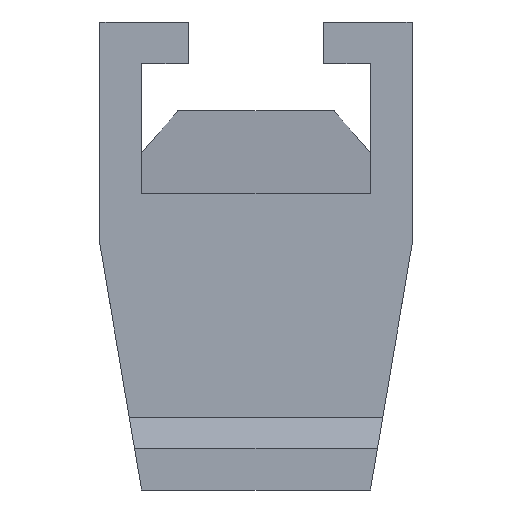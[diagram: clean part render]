
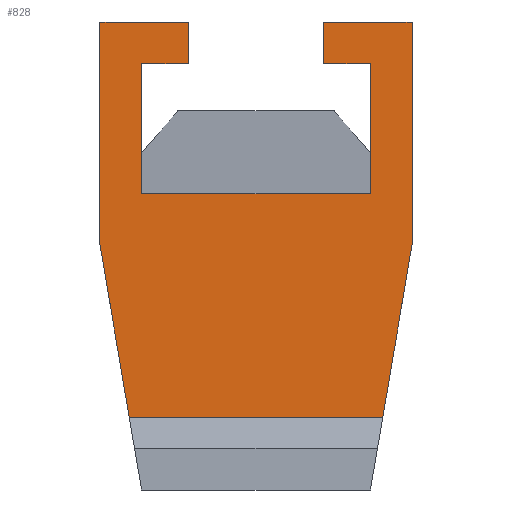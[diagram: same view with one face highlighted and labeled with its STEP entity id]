
A CAD part, top view. The second image highlights one B-rep face of the part: STEP entity #828.
In plain terms, the highlighted planar face has unit normal (0, 0, 1).
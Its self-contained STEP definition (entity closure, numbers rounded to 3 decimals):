
#475=CARTESIAN_POINT('Vertex',(-11.,15.,15.)) ;
#478=CARTESIAN_POINT('Line Origine',(-11.,8.75,15.)) ;
#482=CARTESIAN_POINT('Vertex',(-11.,2.5,15.)) ;
#518=CARTESIAN_POINT('Vertex',(11.,2.5,15.)) ;
#521=CARTESIAN_POINT('Line Origine',(11.,8.75,15.)) ;
#525=CARTESIAN_POINT('Vertex',(11.,15.,15.)) ;
#545=CARTESIAN_POINT('Line Origine',(0.,2.5,15.)) ;
#564=CARTESIAN_POINT('Line Origine',(-8.75,15.,15.)) ;
#568=CARTESIAN_POINT('Vertex',(-6.5,15.,15.)) ;
#597=CARTESIAN_POINT('Line Origine',(8.75,15.,15.)) ;
#601=CARTESIAN_POINT('Vertex',(6.5,15.,15.)) ;
#692=CARTESIAN_POINT('Vertex',(-6.5,19.,15.)) ;
#699=CARTESIAN_POINT('Vertex',(-15.,19.,15.)) ;
#702=CARTESIAN_POINT('Line Origine',(-10.75,19.,15.)) ;
#718=CARTESIAN_POINT('Vertex',(6.5,19.,15.)) ;
#721=CARTESIAN_POINT('Line Origine',(10.75,19.,15.)) ;
#725=CARTESIAN_POINT('Vertex',(15.,19.,15.)) ;
#745=CARTESIAN_POINT('Line Origine',(-6.5,17.,15.)) ;
#762=CARTESIAN_POINT('Line Origine',(6.5,17.,15.)) ;
#774=CARTESIAN_POINT('Axis2P3D Location',(0.,-19.,15.)) ;
#779=CARTESIAN_POINT('Line Origine',(13.594,-10.707,15.)) ;
#783=CARTESIAN_POINT('Vertex',(12.187,-19.,15.)) ;
#785=CARTESIAN_POINT('Vertex',(15.,-2.415,15.)) ;
#788=CARTESIAN_POINT('Line Origine',(15.,8.293,15.)) ;
#793=CARTESIAN_POINT('Line Origine',(-15.,8.293,15.)) ;
#797=CARTESIAN_POINT('Vertex',(-15.,-2.415,15.)) ;
#800=CARTESIAN_POINT('Line Origine',(-13.594,-10.707,15.)) ;
#804=CARTESIAN_POINT('Vertex',(-12.187,-19.,15.)) ;
#807=CARTESIAN_POINT('Line Origine',(0.,-19.,15.)) ;
#479=DIRECTION('Vector Direction',(0.,-1.,0.)) ;
#522=DIRECTION('Vector Direction',(0.,-1.,0.)) ;
#546=DIRECTION('Vector Direction',(-1.,0.,0.)) ;
#565=DIRECTION('Vector Direction',(-1.,0.,0.)) ;
#598=DIRECTION('Vector Direction',(-1.,0.,0.)) ;
#703=DIRECTION('Vector Direction',(1.,0.,0.)) ;
#722=DIRECTION('Vector Direction',(1.,0.,0.)) ;
#746=DIRECTION('Vector Direction',(0.,-1.,0.)) ;
#763=DIRECTION('Vector Direction',(0.,1.,0.)) ;
#775=DIRECTION('Axis2P3D Direction',(0.,0.,-1.)) ;
#776=DIRECTION('Axis2P3D XDirection',(0.,1.,0.)) ;
#780=DIRECTION('Vector Direction',(0.167,0.986,0.)) ;
#789=DIRECTION('Vector Direction',(0.,1.,0.)) ;
#794=DIRECTION('Vector Direction',(0.,1.,0.)) ;
#801=DIRECTION('Vector Direction',(-0.167,0.986,0.)) ;
#808=DIRECTION('Vector Direction',(1.,0.,0.)) ;
#777=AXIS2_PLACEMENT_3D('Plane Axis2P3D',#774,#775,#776) ;
#813=ORIENTED_EDGE('',*,*,#787,.T.) ;
#814=ORIENTED_EDGE('',*,*,#792,.F.) ;
#815=ORIENTED_EDGE('',*,*,#727,.F.) ;
#816=ORIENTED_EDGE('',*,*,#766,.F.) ;
#817=ORIENTED_EDGE('',*,*,#603,.F.) ;
#818=ORIENTED_EDGE('',*,*,#527,.T.) ;
#819=ORIENTED_EDGE('',*,*,#549,.T.) ;
#820=ORIENTED_EDGE('',*,*,#484,.F.) ;
#821=ORIENTED_EDGE('',*,*,#570,.F.) ;
#822=ORIENTED_EDGE('',*,*,#749,.F.) ;
#823=ORIENTED_EDGE('',*,*,#706,.F.) ;
#824=ORIENTED_EDGE('',*,*,#799,.T.) ;
#825=ORIENTED_EDGE('',*,*,#806,.F.) ;
#826=ORIENTED_EDGE('',*,*,#811,.T.) ;
#480=VECTOR('Line Direction',#479,1.) ;
#523=VECTOR('Line Direction',#522,1.) ;
#547=VECTOR('Line Direction',#546,1.) ;
#566=VECTOR('Line Direction',#565,1.) ;
#599=VECTOR('Line Direction',#598,1.) ;
#704=VECTOR('Line Direction',#703,1.) ;
#723=VECTOR('Line Direction',#722,1.) ;
#747=VECTOR('Line Direction',#746,1.) ;
#764=VECTOR('Line Direction',#763,1.) ;
#781=VECTOR('Line Direction',#780,1.) ;
#790=VECTOR('Line Direction',#789,1.) ;
#795=VECTOR('Line Direction',#794,1.) ;
#802=VECTOR('Line Direction',#801,1.) ;
#809=VECTOR('Line Direction',#808,1.) ;
#828=ADVANCED_FACE('Corps principal',(#827),#778,.F.) ;
#484=EDGE_CURVE('',#476,#483,#481,.T.) ;
#527=EDGE_CURVE('',#526,#519,#524,.T.) ;
#549=EDGE_CURVE('',#519,#483,#548,.T.) ;
#570=EDGE_CURVE('',#569,#476,#567,.T.) ;
#603=EDGE_CURVE('',#526,#602,#600,.T.) ;
#706=EDGE_CURVE('',#700,#693,#705,.T.) ;
#727=EDGE_CURVE('',#719,#726,#724,.T.) ;
#749=EDGE_CURVE('',#693,#569,#748,.T.) ;
#766=EDGE_CURVE('',#602,#719,#765,.T.) ;
#787=EDGE_CURVE('',#784,#786,#782,.T.) ;
#792=EDGE_CURVE('',#726,#786,#791,.F.) ;
#799=EDGE_CURVE('',#700,#798,#796,.F.) ;
#806=EDGE_CURVE('',#805,#798,#803,.T.) ;
#811=EDGE_CURVE('',#805,#784,#810,.T.) ;
#812=EDGE_LOOP('',(#813,#814,#815,#816,#817,#818,#819,#820,#821,#822,#823,#824,#825,#826)) ;
#827=FACE_OUTER_BOUND('',#812,.T.) ;
#481=LINE('Line',#478,#480) ;
#524=LINE('Line',#521,#523) ;
#548=LINE('Line',#545,#547) ;
#567=LINE('Line',#564,#566) ;
#600=LINE('Line',#597,#599) ;
#705=LINE('Line',#702,#704) ;
#724=LINE('Line',#721,#723) ;
#748=LINE('Line',#745,#747) ;
#765=LINE('Line',#762,#764) ;
#782=LINE('Line',#779,#781) ;
#791=LINE('Line',#788,#790) ;
#796=LINE('Line',#793,#795) ;
#803=LINE('Line',#800,#802) ;
#810=LINE('Line',#807,#809) ;
#778=PLANE('Plane',#777) ;
#476=VERTEX_POINT('',#475) ;
#483=VERTEX_POINT('',#482) ;
#519=VERTEX_POINT('',#518) ;
#526=VERTEX_POINT('',#525) ;
#569=VERTEX_POINT('',#568) ;
#602=VERTEX_POINT('',#601) ;
#693=VERTEX_POINT('',#692) ;
#700=VERTEX_POINT('',#699) ;
#719=VERTEX_POINT('',#718) ;
#726=VERTEX_POINT('',#725) ;
#784=VERTEX_POINT('',#783) ;
#786=VERTEX_POINT('',#785) ;
#798=VERTEX_POINT('',#797) ;
#805=VERTEX_POINT('',#804) ;
